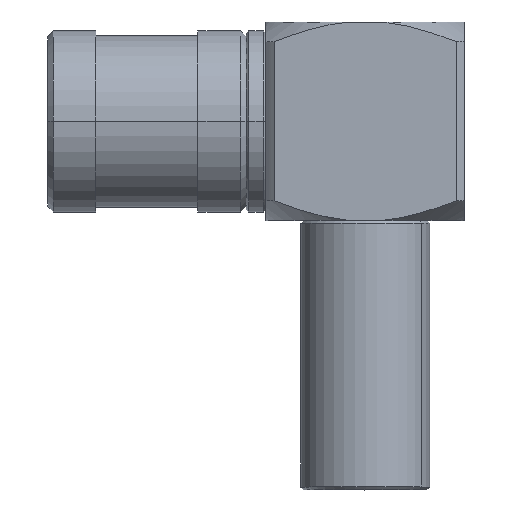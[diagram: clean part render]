
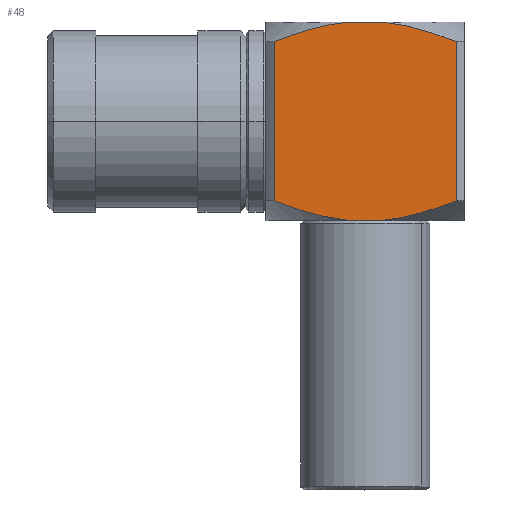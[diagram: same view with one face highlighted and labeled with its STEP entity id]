
A CAD part, top view. The second image highlights one B-rep face of the part: STEP entity #48.
In plain terms, the highlighted planar face has unit normal (0, 0, 1).
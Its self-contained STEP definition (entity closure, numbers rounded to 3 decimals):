
#14 = VECTOR ( 'NONE', #1169, 1000. ) ;
#48 = ADVANCED_FACE ( 'NONE', ( #5942 ), #645, .T. ) ;
#183 = ORIENTED_EDGE ( 'NONE', *, *, #5235, .T. ) ;
#425 = CARTESIAN_POINT ( 'NONE',  ( 7.508, 3.364, 3.5 ) ) ;
#645 = PLANE ( 'NONE',  #7430 ) ;
#683 = CARTESIAN_POINT ( 'NONE',  ( 12.211, -2.807, 3.5 ) ) ;
#684 = CARTESIAN_POINT ( 'NONE',  ( 7.518, -3.366, 3.5 ) ) ;
#766 = B_SPLINE_CURVE_WITH_KNOTS ( 'NONE', 3,
 ( #4327, #8240, #4985, #1056, #5650, #1707 ),
 .UNSPECIFIED., .F., .F.,
 ( 4, 2, 4 ),
 ( 0.009, 0.01, 0.012 ),
 .UNSPECIFIED. ) ;
#806 = VERTEX_POINT ( 'NONE', #5658 ) ;
#1056 = CARTESIAN_POINT ( 'NONE',  ( 11.358, 3.123, 3.5 ) ) ;
#1081 = CARTESIAN_POINT ( 'NONE',  ( 8.406, 3.5, 3.5 ) ) ;
#1169 = DIRECTION ( 'NONE',  ( 1., 0., 0. ) ) ;
#1326 = DIRECTION ( 'NONE',  ( 0., -1., 0. ) ) ;
#1338 = CARTESIAN_POINT ( 'NONE',  ( 6.211, -2.972, 3.5 ) ) ;
#1358 = CARTESIAN_POINT ( 'NONE',  ( 5.5, -6.5, 3.5 ) ) ;
#1453 = ORIENTED_EDGE ( 'NONE', *, *, #8161, .F. ) ;
#1649 = CARTESIAN_POINT ( 'NONE',  ( 9.594, -3.5, 3.5 ) ) ;
#1680 = CARTESIAN_POINT ( 'NONE',  ( 10.492, -3.364, 3.5 ) ) ;
#1707 = CARTESIAN_POINT ( 'NONE',  ( 12.211, 2.807, 3.5 ) ) ;
#1709 = EDGE_LOOP ( 'NONE', ( #1453, #4431, #4405, #8278, #2313, #6961, #183, #4025 ) ) ;
#1825 = CARTESIAN_POINT ( 'NONE',  ( 5.5, 3.5, 3.5 ) ) ;
#1848 = VERTEX_POINT ( 'NONE', #5007 ) ;
#2021 = DIRECTION ( 'NONE',  ( -1., 0., 0. ) ) ;
#2313 = ORIENTED_EDGE ( 'NONE', *, *, #5252, .T. ) ;
#2355 = CARTESIAN_POINT ( 'NONE',  ( 9.594, -3.5, 3.5 ) ) ;
#2613 = VECTOR ( 'NONE', #7742, 1000. ) ;
#2827 = VERTEX_POINT ( 'NONE', #3006 ) ;
#2922 = VECTOR ( 'NONE', #1326, 1000. ) ;
#3006 = CARTESIAN_POINT ( 'NONE',  ( 5.789, -2.807, 3.5 ) ) ;
#3046 = EDGE_CURVE ( 'NONE', #6411, #2827, #5951, .T. ) ;
#3171 = CARTESIAN_POINT ( 'NONE',  ( 13.75, -3.5, 3.5 ) ) ;
#3299 = CARTESIAN_POINT ( 'NONE',  ( 7.959, -3.457, 3.5 ) ) ;
#3663 = CARTESIAN_POINT ( 'NONE',  ( 6.212, 2.972, 3.5 ) ) ;
#3697 = CARTESIAN_POINT ( 'NONE',  ( 6.639, 3.122, 3.5 ) ) ;
#4025 = ORIENTED_EDGE ( 'NONE', *, *, #4535, .F. ) ;
#4117 = EDGE_CURVE ( 'NONE', #4755, #5082, #4678, .T. ) ;
#4327 = CARTESIAN_POINT ( 'NONE',  ( 9.594, 3.5, 3.5 ) ) ;
#4405 = ORIENTED_EDGE ( 'NONE', *, *, #6741, .T. ) ;
#4431 = ORIENTED_EDGE ( 'NONE', *, *, #5668, .F. ) ;
#4435 = DIRECTION ( 'NONE',  ( 0., 1., 0. ) ) ;
#4535 = EDGE_CURVE ( 'NONE', #1848, #806, #766, .T. ) ;
#4678 = B_SPLINE_CURVE_WITH_KNOTS ( 'NONE', 3,
 ( #5625, #6839, #4962, #1680, #6294, #2355 ),
 .UNSPECIFIED., .F., .F.,
 ( 4, 2, 4 ),
 ( 0.005, 0.006, 0.008 ),
 .UNSPECIFIED. ) ;
#4755 = VERTEX_POINT ( 'NONE', #683 ) ;
#4962 = CARTESIAN_POINT ( 'NONE',  ( 11.361, -3.122, 3.5 ) ) ;
#4985 = CARTESIAN_POINT ( 'NONE',  ( 10.482, 3.366, 3.5 ) ) ;
#5007 = CARTESIAN_POINT ( 'NONE',  ( 9.594, 3.5, 3.5 ) ) ;
#5015 = CARTESIAN_POINT ( 'NONE',  ( 7.951, 3.456, 3.5 ) ) ;
#5082 = VERTEX_POINT ( 'NONE', #1649 ) ;
#5087 = CARTESIAN_POINT ( 'NONE',  ( 12.211, 6.464, 3.5 ) ) ;
#5166 = LINE ( 'NONE', #5087, #6891 ) ;
#5235 = EDGE_CURVE ( 'NONE', #4755, #806, #5166, .T. ) ;
#5252 = EDGE_CURVE ( 'NONE', #6411, #5082, #6093, .T. ) ;
#5264 = CARTESIAN_POINT ( 'NONE',  ( 6.642, -3.123, 3.5 ) ) ;
#5625 = CARTESIAN_POINT ( 'NONE',  ( 12.211, -2.807, 3.5 ) ) ;
#5650 = CARTESIAN_POINT ( 'NONE',  ( 11.789, 2.972, 3.5 ) ) ;
#5658 = CARTESIAN_POINT ( 'NONE',  ( 12.211, 2.807, 3.5 ) ) ;
#5668 = EDGE_CURVE ( 'NONE', #6521, #7194, #6768, .T. ) ;
#5879 = CARTESIAN_POINT ( 'NONE',  ( 5.789, 6.464, 3.5 ) ) ;
#5891 = CARTESIAN_POINT ( 'NONE',  ( 8.406, -3.5, 3.5 ) ) ;
#5942 = FACE_OUTER_BOUND ( 'NONE', #1709, .T. ) ;
#5944 = CARTESIAN_POINT ( 'NONE',  ( 5.789, -2.807, 3.5 ) ) ;
#5951 = B_SPLINE_CURVE_WITH_KNOTS ( 'NONE', 3,
 ( #7209, #3299, #684, #5264, #1338, #5944 ),
 .UNSPECIFIED., .F., .F.,
 ( 4, 2, 4 ),
 ( 0.009, 0.01, 0.012 ),
 .UNSPECIFIED. ) ;
#5983 = DIRECTION ( 'NONE',  ( 0., 0., 1. ) ) ;
#6093 = LINE ( 'NONE', #3171, #2613 ) ;
#6294 = CARTESIAN_POINT ( 'NONE',  ( 10.049, -3.456, 3.5 ) ) ;
#6411 = VERTEX_POINT ( 'NONE', #5891 ) ;
#6425 = LINE ( 'NONE', #5879, #2922 ) ;
#6521 = VERTEX_POINT ( 'NONE', #7960 ) ;
#6741 = EDGE_CURVE ( 'NONE', #6521, #2827, #6425, .T. ) ;
#6768 = B_SPLINE_CURVE_WITH_KNOTS ( 'NONE', 3,
 ( #8270, #3663, #3697, #425, #5015, #1081 ),
 .UNSPECIFIED., .F., .F.,
 ( 4, 2, 4 ),
 ( 0.005, 0.006, 0.008 ),
 .UNSPECIFIED. ) ;
#6839 = CARTESIAN_POINT ( 'NONE',  ( 11.788, -2.972, 3.5 ) ) ;
#6891 = VECTOR ( 'NONE', #4435, 1000. ) ;
#6926 = CARTESIAN_POINT ( 'NONE',  ( 8.406, 3.5, 3.5 ) ) ;
#6961 = ORIENTED_EDGE ( 'NONE', *, *, #4117, .F. ) ;
#6965 = LINE ( 'NONE', #1825, #14 ) ;
#7194 = VERTEX_POINT ( 'NONE', #6926 ) ;
#7209 = CARTESIAN_POINT ( 'NONE',  ( 8.406, -3.5, 3.5 ) ) ;
#7430 = AXIS2_PLACEMENT_3D ( 'NONE', #1358, #5983, #2021 ) ;
#7742 = DIRECTION ( 'NONE',  ( 1., 0., 0. ) ) ;
#7960 = CARTESIAN_POINT ( 'NONE',  ( 5.789, 2.807, 3.5 ) ) ;
#8161 = EDGE_CURVE ( 'NONE', #7194, #1848, #6965, .T. ) ;
#8240 = CARTESIAN_POINT ( 'NONE',  ( 10.041, 3.457, 3.5 ) ) ;
#8270 = CARTESIAN_POINT ( 'NONE',  ( 5.789, 2.807, 3.5 ) ) ;
#8278 = ORIENTED_EDGE ( 'NONE', *, *, #3046, .F. ) ;
